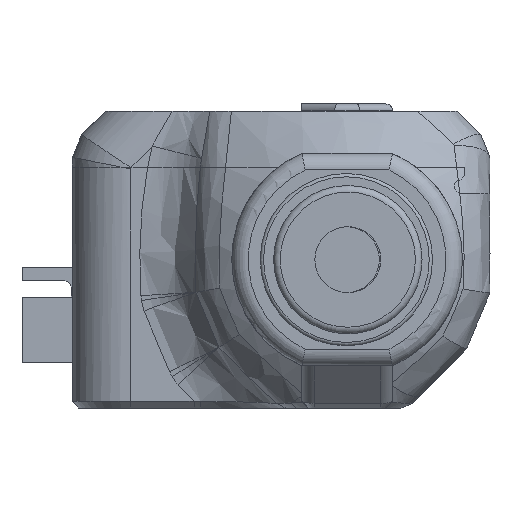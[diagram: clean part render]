
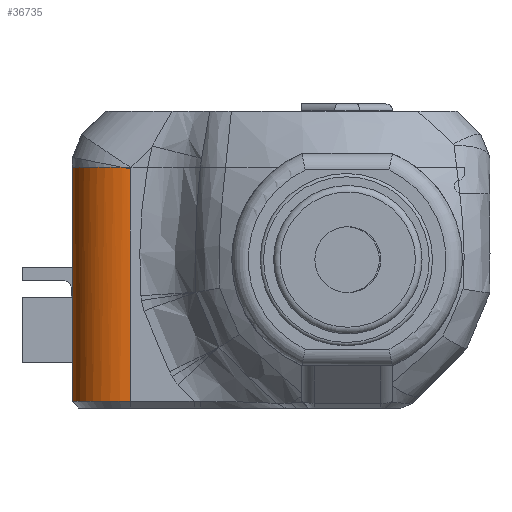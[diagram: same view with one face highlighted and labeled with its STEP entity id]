
A CAD part, front view. The second image highlights one B-rep face of the part: STEP entity #36735.
In plain terms, the highlighted cylindrical face has radius 3.5 mm (diameter 7 mm), a partial arc.
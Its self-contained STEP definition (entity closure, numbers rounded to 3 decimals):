
#1177=ELLIPSE('',#39240,3.569,3.5);
#4450=CYLINDRICAL_SURFACE('',#39239,3.5);
#6123=FACE_OUTER_BOUND('',#8241,.T.);
#8241=EDGE_LOOP('',(#32982,#32983,#32984,#32985,#32986));
#11390=LINE('',#62789,#14720);
#11490=LINE('',#63859,#14820);
#14720=VECTOR('',#46312,10.);
#14820=VECTOR('',#46550,10.);
#15681=CIRCLE('',#39135,3.5);
#15717=CIRCLE('',#39223,3.5);
#18525=VERTEX_POINT('',#62550);
#18526=VERTEX_POINT('',#62552);
#18609=VERTEX_POINT('',#62787);
#18688=VERTEX_POINT('',#63347);
#18718=VERTEX_POINT('',#63858);
#23315=EDGE_CURVE('',#18526,#18525,#15681,.T.);
#23418=EDGE_CURVE('',#18525,#18609,#11390,.T.);
#23533=EDGE_CURVE('',#18688,#18609,#15717,.T.);
#23593=EDGE_CURVE('',#18688,#18718,#11490,.T.);
#23594=EDGE_CURVE('',#18718,#18526,#1177,.T.);
#32982=ORIENTED_EDGE('',*,*,#23533,.F.);
#32983=ORIENTED_EDGE('',*,*,#23593,.T.);
#32984=ORIENTED_EDGE('',*,*,#23594,.T.);
#32985=ORIENTED_EDGE('',*,*,#23315,.T.);
#32986=ORIENTED_EDGE('',*,*,#23418,.T.);
#36735=ADVANCED_FACE('',(#6123),#4450,.T.);
#39135=AXIS2_PLACEMENT_3D('',#62553,#46165,#46166);
#39223=AXIS2_PLACEMENT_3D('',#63349,#46493,#46494);
#39239=AXIS2_PLACEMENT_3D('',#63857,#46548,#46549);
#39240=AXIS2_PLACEMENT_3D('',#63860,#46551,#46552);
#46165=DIRECTION('center_axis',(0.,0.,-1.));
#46166=DIRECTION('ref_axis',(-0.707,-0.707,0.));
#46312=DIRECTION('',(0.,0.,-1.));
#46493=DIRECTION('center_axis',(0.,0.,-1.));
#46494=DIRECTION('ref_axis',(-0.707,-0.707,0.));
#46548=DIRECTION('center_axis',(0.,0.,-1.));
#46549=DIRECTION('ref_axis',(-0.707,-0.707,0.));
#46550=DIRECTION('',(0.,0.,1.));
#46551=DIRECTION('center_axis',(-0.195,0.,
-0.981));
#46552=DIRECTION('ref_axis',(-0.981,0.,0.195));
#62550=CARTESIAN_POINT('',(-16.656,2.572,5.6));
#62552=CARTESIAN_POINT('',(-13.642,-0.894,5.6));
#62553=CARTESIAN_POINT('Origin',(-13.156,2.572,5.6));
#62787=CARTESIAN_POINT('',(-16.656,2.572,-8.6));
#62789=CARTESIAN_POINT('',(-16.656,2.572,-4.5));
#63347=CARTESIAN_POINT('',(-13.156,-0.928,-8.6));
#63349=CARTESIAN_POINT('Origin',(-13.156,2.572,-8.6));
#63857=CARTESIAN_POINT('Origin',(-13.156,2.572,-4.5));
#63858=CARTESIAN_POINT('',(-13.156,-0.928,5.504));
#63859=CARTESIAN_POINT('',(-13.156,-0.928,-4.5));
#63860=CARTESIAN_POINT('Origin',(-13.156,2.572,5.504));
